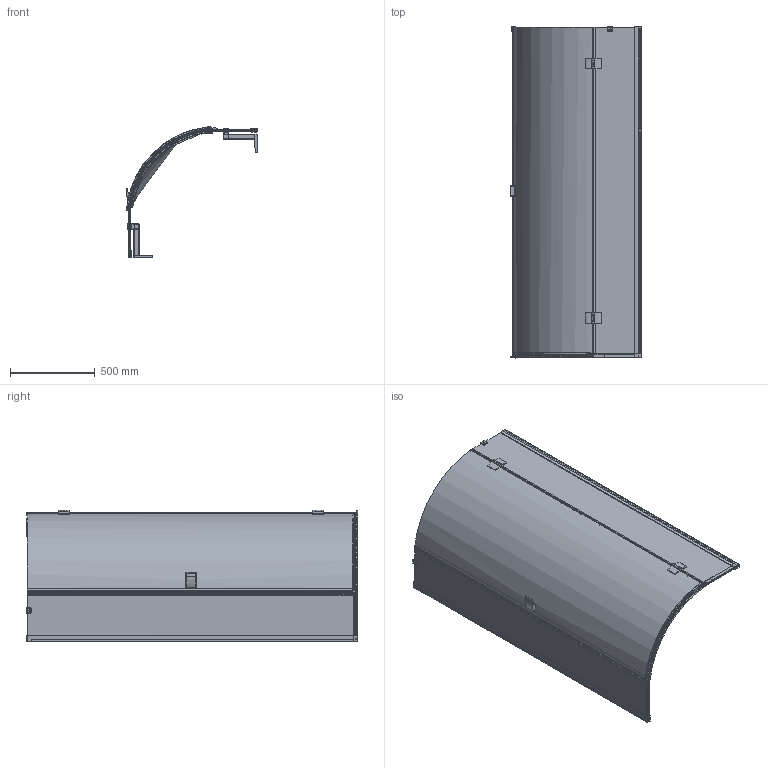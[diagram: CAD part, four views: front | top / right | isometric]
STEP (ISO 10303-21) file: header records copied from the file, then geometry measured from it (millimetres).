
FILE_DESCRIPTION (( 'STEP AP214' ), '1' );
FILE_NAME ('aqf80X-770x770x1950.STEP', '2020-04-20T11:41:00', ( '' ), ( '' ), 'SwSTEP 2.0', 'SolidWorks 2016', '' );
FILE_SCHEMA (( 'AUTOMOTIVE_DESIGN' ));
Length unit declared in the file: millimetre
Products named in the file (1): aqf80X-770x770x1950
Bounding box: 771.88 x 1956.3 x 776.51 mm (x, y, z)
Volume: 19052665.3 mm3; surface area: 5774788.4 mm2
Topology: 1 solids, 5 shells, 2746 faces, 7565 edges, 4818 vertices
Faces by surface type: plane 1026, cylinder 986, bspline 300, torus 292, cone 115, sphere 27
Entity records: 128590 total; most frequent: CARTESIAN_POINT 65425, ORIENTED_EDGE 15104, DIRECTION 10384, EDGE_CURVE 7552, VERTEX_POINT 4814, AXIS2_PLACEMENT_3D 3511, VECTOR 3362, LINE 3362
